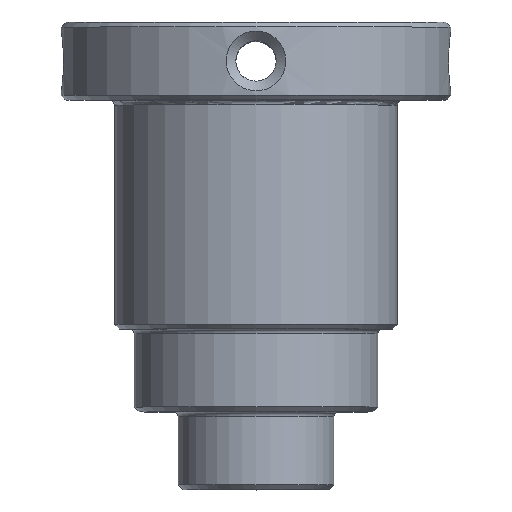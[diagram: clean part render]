
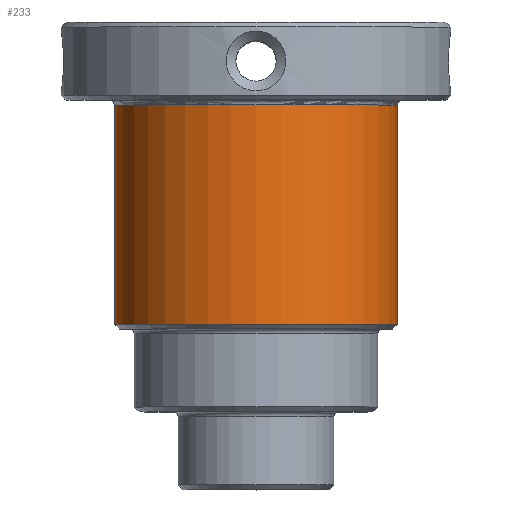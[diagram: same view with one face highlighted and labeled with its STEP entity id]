
A CAD part, top view. The second image highlights one B-rep face of the part: STEP entity #233.
In plain terms, the highlighted cylindrical face has radius 14.5 mm (diameter 29 mm), a full revolution.
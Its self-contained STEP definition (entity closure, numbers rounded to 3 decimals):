
#233=ADVANCED_FACE('',(#926,#928),#930,.T.);
#926=FACE_OUTER_BOUND('',#927,.T.);
#927=EDGE_LOOP('',(#2001));
#928=FACE_OUTER_BOUND('',#929,.T.);
#929=EDGE_LOOP('',(#2002));
#930=CYLINDRICAL_SURFACE('',#931,14.5);
#931=AXIS2_PLACEMENT_3D('',#932,#933,#934);
#932=CARTESIAN_POINT('',(10.,-127.,10.));
#933=DIRECTION('',(0.,-1.,0.));
#934=DIRECTION('',(0.,0.,-1.));
#2001=ORIENTED_EDGE('',*,*,#2255,.T.);
#2002=ORIENTED_EDGE('',*,*,#2280,.F.);
#2255=EDGE_CURVE('',#2443,#2443,#2444,.T.);
#2280=EDGE_CURVE('',#2485,#2485,#2486,.T.);
#2443=VERTEX_POINT('',#2949);
#2444=CIRCLE('',#2950,14.5);
#2485=VERTEX_POINT('',#3345);
#2486=CIRCLE('',#3346,14.5);
#2949=CARTESIAN_POINT('',(10.,-127.5,-4.5));
#2950=AXIS2_PLACEMENT_3D('',#2951,#2952,#2953);
#2951=CARTESIAN_POINT('',(10.,-127.5,10.));
#2952=DIRECTION('',(0.,-1.,0.));
#2953=DIRECTION('',(0.,0.,-1.));
#3345=CARTESIAN_POINT('',(10.,-150.,-4.5));
#3346=AXIS2_PLACEMENT_3D('',#3347,#3348,#3349);
#3347=CARTESIAN_POINT('',(10.,-150.,10.));
#3348=DIRECTION('',(0.,-1.,0.));
#3349=DIRECTION('',(0.,0.,-1.));
